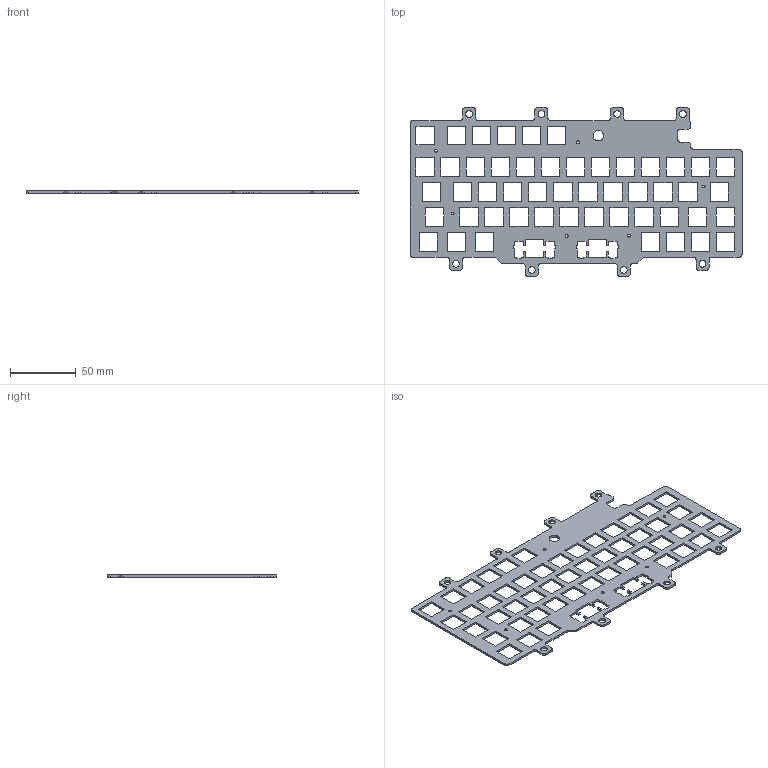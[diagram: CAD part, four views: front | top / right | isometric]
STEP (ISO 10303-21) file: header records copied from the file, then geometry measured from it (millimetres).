
FILE_DESCRIPTION(/* description */ ('','CAx-IF Rec.Pracs.---Representation and Presentation of Product Manufacturing Information (PMI)---4.0---2014-10-13'),/* implementation_level */ '2;1');
FILE_NAME(/* name */ 'MX_switchplate.step',/* time_stamp */ '2025-02-04T17:58:26-05:00',/* author */ (''),/* organization */ (''),/* preprocessor_version */ 'ST-DEVELOPER v20',/* originating_system */ 'Autodesk Translation Framework v13.20.0.188',/* authorisation */ '');
FILE_SCHEMA (('AP242_MANAGED_MODEL_BASED_3D_ENGINEERING_MIM_LF { 1 0 10303 442 1 1 4 }'));
Length unit declared in the file: millimetre
Products named in the file (2): shrimple_case_UDB_rev; plate
Assembly tree (1 placements, depth 2):
  shrimple_case_UDB_rev
    plate
Bounding box: 252.65 x 128.78 x 1.6 mm (x, y, z)
Volume: 25313.4 mm3; surface area: 38223.7 mm2
Topology: 1 solids, 1 shells, 379 faces, 1131 edges, 754 vertices
Faces by surface type: plane 319, cylinder 60
Full cylindrical faces by diameter (mm): 2.2 x6, 5.163 x8, 8 x1
Entity records: 12913 total; most frequent: CARTESIAN_POINT 2267, ORIENTED_EDGE 2262, DIRECTION 2015, EDGE_CURVE 1131, LINE 1011, VECTOR 1011, VERTEX_POINT 754, EDGE_LOOP 513
